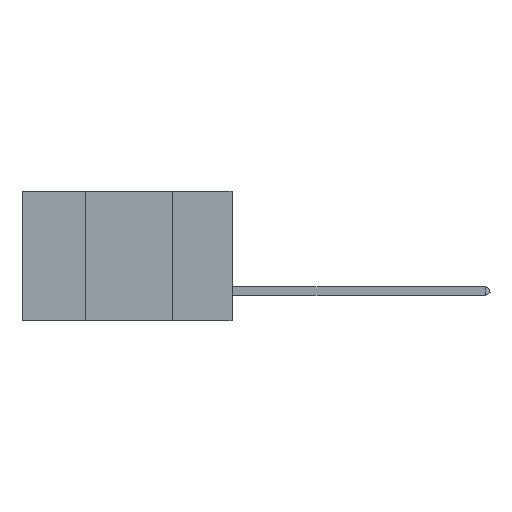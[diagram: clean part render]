
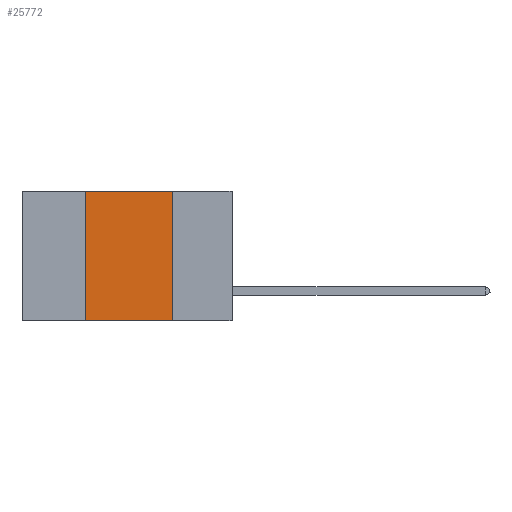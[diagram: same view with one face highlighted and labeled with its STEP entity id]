
A CAD part, left-side view. The second image highlights one B-rep face of the part: STEP entity #25772.
In plain terms, the highlighted planar face has unit normal (-1, 0, 0).
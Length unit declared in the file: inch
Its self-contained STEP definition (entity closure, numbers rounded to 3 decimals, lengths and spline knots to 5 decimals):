
#48 = DIRECTION ( 'NONE',  ( 0., 0., -1. ) ) ;
#367 = EDGE_CURVE ( 'NONE', #14144, #30345, #33233, .T. ) ;
#4476 = EDGE_CURVE ( 'NONE', #33988, #30345, #9561, .T. ) ;
#6471 = LINE ( 'NONE', #24713, #18438 ) ;
#7909 = AXIS2_PLACEMENT_3D ( 'NONE', #28863, #13234, #48 ) ;
#8153 = ORIENTED_EDGE ( 'NONE', *, *, #29837, .F. ) ;
#9561 = LINE ( 'NONE', #11901, #25641 ) ;
#9706 = VECTOR ( 'NONE', #16120, 39.37008 ) ;
#10959 = VERTEX_POINT ( 'NONE', #31018 ) ;
#11901 = CARTESIAN_POINT ( 'NONE',  ( 0., 0.6, -0.37 ) ) ;
#13234 = DIRECTION ( 'NONE',  ( 1., 0., 0. ) ) ;
#13235 = EDGE_LOOP ( 'NONE', ( #26227, #8153, #32654, #13748 ) ) ;
#13748 = ORIENTED_EDGE ( 'NONE', *, *, #4476, .T. ) ;
#14129 = DIRECTION ( 'NONE',  ( 0., 0., 1. ) ) ;
#14144 = VERTEX_POINT ( 'NONE', #14929 ) ;
#14929 = CARTESIAN_POINT ( 'NONE',  ( 0., 0.17, 0. ) ) ;
#16120 = DIRECTION ( 'NONE',  ( 0., -1., 0. ) ) ;
#16388 = DIRECTION ( 'NONE',  ( 0., 0., -1. ) ) ;
#18438 = VECTOR ( 'NONE', #14129, 39.37008 ) ;
#20864 = LINE ( 'NONE', #21030, #9706 ) ;
#21030 = CARTESIAN_POINT ( 'NONE',  ( 0., 0.6, 0. ) ) ;
#21304 = CARTESIAN_POINT ( 'NONE',  ( 0., 0.42, -0.37 ) ) ;
#23098 = CARTESIAN_POINT ( 'NONE',  ( 0., 0.17, -0.37 ) ) ;
#23997 = CARTESIAN_POINT ( 'NONE',  ( 0., 0.17, 0. ) ) ;
#24713 = CARTESIAN_POINT ( 'NONE',  ( 0., 0.42, 0. ) ) ;
#25641 = VECTOR ( 'NONE', #32986, 39.37008 ) ;
#25772 = ADVANCED_FACE ( 'NONE', ( #26486 ), #28752, .F. ) ;
#26227 = ORIENTED_EDGE ( 'NONE', *, *, #367, .F. ) ;
#26486 = FACE_OUTER_BOUND ( 'NONE', #13235, .T. ) ;
#28261 = EDGE_CURVE ( 'NONE', #33988, #10959, #6471, .T. ) ;
#28752 = PLANE ( 'NONE',  #7909 ) ;
#28863 = CARTESIAN_POINT ( 'NONE',  ( 0., 0.6, 0. ) ) ;
#29837 = EDGE_CURVE ( 'NONE', #10959, #14144, #20864, .T. ) ;
#30345 = VERTEX_POINT ( 'NONE', #23098 ) ;
#31018 = CARTESIAN_POINT ( 'NONE',  ( 0., 0.42, 0. ) ) ;
#32408 = VECTOR ( 'NONE', #16388, 39.37008 ) ;
#32654 = ORIENTED_EDGE ( 'NONE', *, *, #28261, .F. ) ;
#32986 = DIRECTION ( 'NONE',  ( 0., -1., 0. ) ) ;
#33233 = LINE ( 'NONE', #23997, #32408 ) ;
#33988 = VERTEX_POINT ( 'NONE', #21304 ) ;
